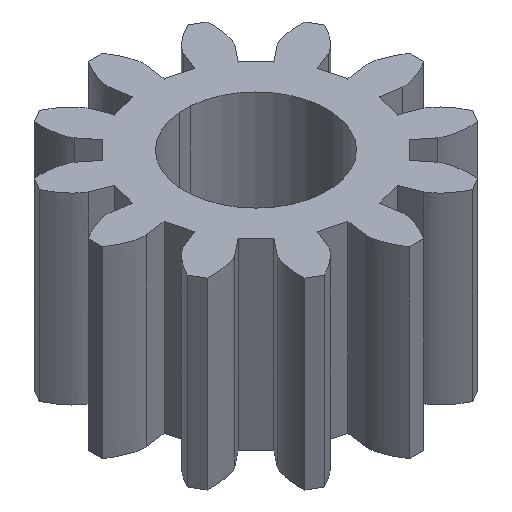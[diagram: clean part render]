
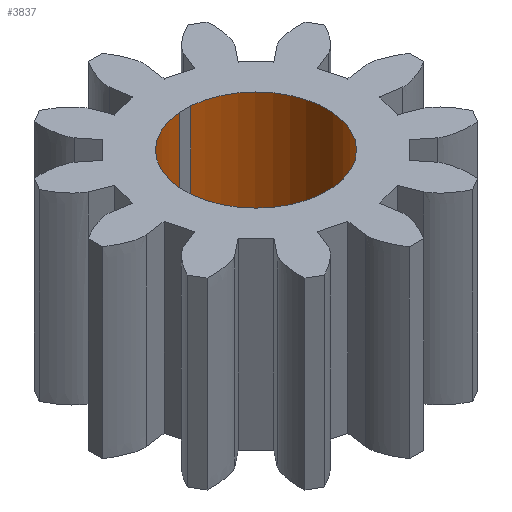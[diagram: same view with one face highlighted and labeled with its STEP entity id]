
A CAD part, isometric view. The second image highlights one B-rep face of the part: STEP entity #3837.
In plain terms, the highlighted cylindrical face has radius 3.1 mm (diameter 6.2 mm), a partial arc.
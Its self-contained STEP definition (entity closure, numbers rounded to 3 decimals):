
#1188 = EDGE_CURVE('',#1189,#1191,#1193,.T.);
#1189 = VERTEX_POINT('',#1190);
#1190 = CARTESIAN_POINT('',(-0.249,3.09,0.));
#1191 = VERTEX_POINT('',#1192);
#1192 = CARTESIAN_POINT('',(0.249,3.09,0.));
#1193 = CIRCLE('',#1194,3.1);
#1194 = AXIS2_PLACEMENT_3D('',#1195,#1196,#1197);
#1195 = CARTESIAN_POINT('',(0.,0.,0.));
#1196 = DIRECTION('',(0.,0.,1.));
#1197 = DIRECTION('',(1.,0.,0.));
#2143 = VERTEX_POINT('',#2144);
#2144 = CARTESIAN_POINT('',(0.249,3.09,8.));
#2145 = VERTEX_POINT('',#2146);
#2146 = CARTESIAN_POINT('',(-0.249,3.09,8.));
#2152 = EDGE_CURVE('',#2143,#2145,#2153,.T.);
#2153 = CIRCLE('',#2154,3.1);
#2154 = AXIS2_PLACEMENT_3D('',#2155,#2156,#2157);
#2155 = CARTESIAN_POINT('',(0.,0.,8.));
#2156 = DIRECTION('',(0.,0.,-1.));
#2157 = DIRECTION('',(1.,0.,0.));
#3837 = ADVANCED_FACE('',(#3838),#3854,.F.);
#3838 = FACE_BOUND('',#3839,.T.);
#3839 = EDGE_LOOP('',(#3840,#3841,#3847,#3848));
#3840 = ORIENTED_EDGE('',*,*,#1188,.F.);
#3841 = ORIENTED_EDGE('',*,*,#3842,.T.);
#3842 = EDGE_CURVE('',#1189,#2145,#3843,.T.);
#3843 = LINE('',#3844,#3845);
#3844 = CARTESIAN_POINT('',(-0.249,3.09,0.));
#3845 = VECTOR('',#3846,1.);
#3846 = DIRECTION('',(0.,0.,1.));
#3847 = ORIENTED_EDGE('',*,*,#2152,.F.);
#3848 = ORIENTED_EDGE('',*,*,#3849,.F.);
#3849 = EDGE_CURVE('',#1191,#2143,#3850,.T.);
#3850 = LINE('',#3851,#3852);
#3851 = CARTESIAN_POINT('',(0.249,3.09,0.));
#3852 = VECTOR('',#3853,1.);
#3853 = DIRECTION('',(0.,0.,1.));
#3854 = CYLINDRICAL_SURFACE('',#3855,3.1);
#3855 = AXIS2_PLACEMENT_3D('',#3856,#3857,#3858);
#3856 = CARTESIAN_POINT('',(0.,0.,0.));
#3857 = DIRECTION('',(-0.,-0.,-1.));
#3858 = DIRECTION('',(1.,0.,0.));
